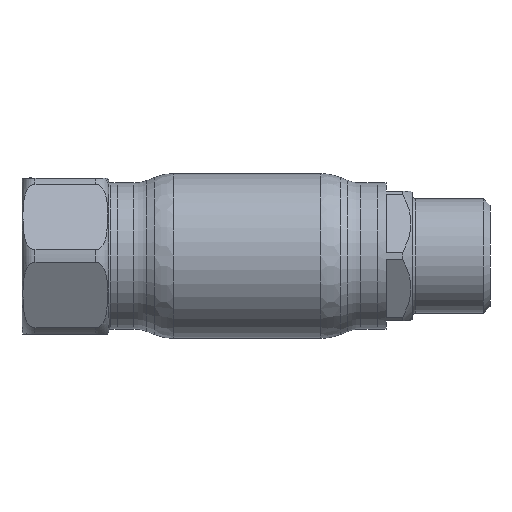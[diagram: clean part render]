
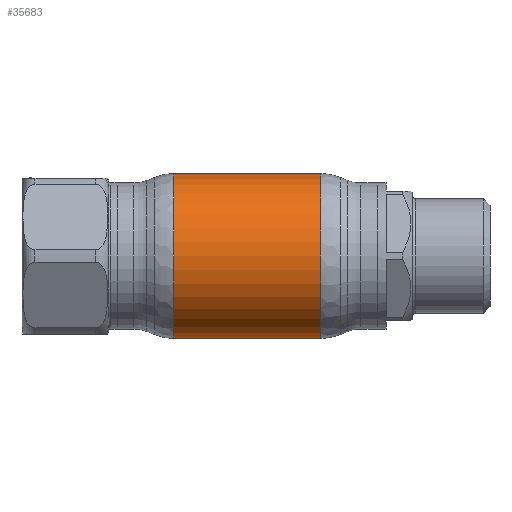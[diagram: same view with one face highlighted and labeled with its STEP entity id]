
A CAD part, front view. The second image highlights one B-rep face of the part: STEP entity #35683.
In plain terms, the highlighted cylindrical face has radius 19 mm (diameter 38 mm), a partial arc.
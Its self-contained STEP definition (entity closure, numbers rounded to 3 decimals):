
#847 = ORIENTED_EDGE ( 'NONE', *, *, #2591, .T. ) ;
#1083 = CARTESIAN_POINT ( 'NONE',  ( -62.69, 0., -19. ) ) ;
#2020 = VERTEX_POINT ( 'NONE', #20078 ) ;
#2591 = EDGE_CURVE ( 'NONE', #33260, #35677, #22863, .T. ) ;
#3151 = VERTEX_POINT ( 'NONE', #46581 ) ;
#3419 = CYLINDRICAL_SURFACE ( 'NONE', #11464, 19. ) ;
#4248 = CIRCLE ( 'NONE', #36944, 19. ) ;
#9437 = CARTESIAN_POINT ( 'NONE',  ( -62.69, 0., 19. ) ) ;
#10123 = DIRECTION ( 'NONE',  ( -1., 0., 0. ) ) ;
#10412 = LINE ( 'NONE', #1083, #46114 ) ;
#11464 = AXIS2_PLACEMENT_3D ( 'NONE', #13594, #54895, #41117 ) ;
#11551 = EDGE_CURVE ( 'NONE', #2020, #3151, #10412, .T. ) ;
#13594 = CARTESIAN_POINT ( 'NONE',  ( -62.69, 0., 0. ) ) ;
#15343 = EDGE_CURVE ( 'NONE', #3151, #35677, #29605, .T. ) ;
#17779 = DIRECTION ( 'NONE',  ( -1., 0., 0. ) ) ;
#18918 = CARTESIAN_POINT ( 'NONE',  ( 16.967, 0., 0. ) ) ;
#20043 = DIRECTION ( 'NONE',  ( -1., 0., 0. ) ) ;
#20078 = CARTESIAN_POINT ( 'NONE',  ( 16.967, 0., -19. ) ) ;
#21793 = CARTESIAN_POINT ( 'NONE',  ( -16.967, 0., 19. ) ) ;
#22479 = ORIENTED_EDGE ( 'NONE', *, *, #11551, .F. ) ;
#22863 = LINE ( 'NONE', #9437, #51675 ) ;
#24113 = DIRECTION ( 'NONE',  ( 0., 0., 1. ) ) ;
#27327 = DIRECTION ( 'NONE',  ( -1., 0., 0. ) ) ;
#29605 = CIRCLE ( 'NONE', #45458, 19. ) ;
#33260 = VERTEX_POINT ( 'NONE', #42950 ) ;
#35677 = VERTEX_POINT ( 'NONE', #21793 ) ;
#35683 = ADVANCED_FACE ( 'NONE', ( #39975 ), #3419, .T. ) ;
#36944 = AXIS2_PLACEMENT_3D ( 'NONE', #18918, #17779, #40041 ) ;
#38493 = CARTESIAN_POINT ( 'NONE',  ( -16.967, 0., 0. ) ) ;
#39466 = EDGE_CURVE ( 'NONE', #2020, #33260, #4248, .T. ) ;
#39975 = FACE_OUTER_BOUND ( 'NONE', #54799, .T. ) ;
#40041 = DIRECTION ( 'NONE',  ( 0., 0., 1. ) ) ;
#41117 = DIRECTION ( 'NONE',  ( 0., 0., 1. ) ) ;
#41809 = ORIENTED_EDGE ( 'NONE', *, *, #39466, .T. ) ;
#42095 = ORIENTED_EDGE ( 'NONE', *, *, #15343, .F. ) ;
#42950 = CARTESIAN_POINT ( 'NONE',  ( 16.967, 0., 19. ) ) ;
#45458 = AXIS2_PLACEMENT_3D ( 'NONE', #38493, #20043, #24113 ) ;
#46114 = VECTOR ( 'NONE', #10123, 1000. ) ;
#46581 = CARTESIAN_POINT ( 'NONE',  ( -16.967, 0., -19. ) ) ;
#51675 = VECTOR ( 'NONE', #27327, 1000. ) ;
#54799 = EDGE_LOOP ( 'NONE', ( #22479, #41809, #847, #42095 ) ) ;
#54895 = DIRECTION ( 'NONE',  ( -1., 0., 0. ) ) ;
